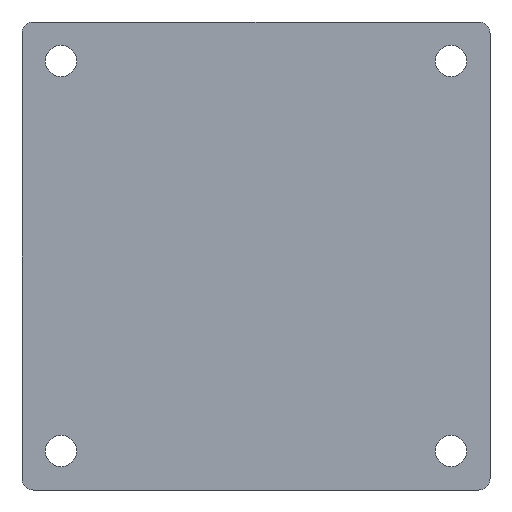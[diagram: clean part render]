
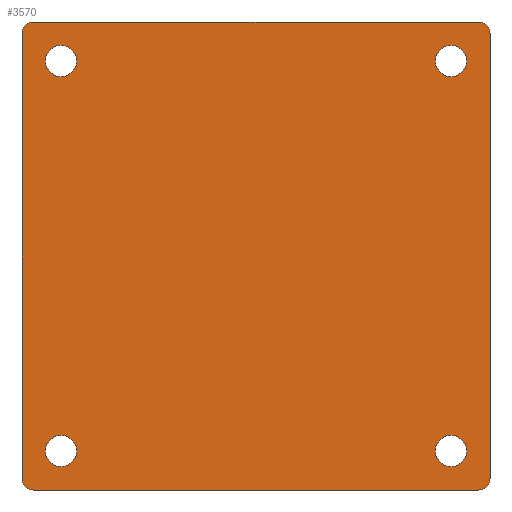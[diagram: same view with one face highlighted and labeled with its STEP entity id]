
A CAD part, front view. The second image highlights one B-rep face of the part: STEP entity #3570.
In plain terms, the highlighted planar face has unit normal (0, -1, 0).
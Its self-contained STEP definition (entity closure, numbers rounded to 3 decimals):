
#119 = AXIS2_PLACEMENT_3D ( 'NONE', #3040, #4726, #360 ) ;
#132 = CARTESIAN_POINT ( 'NONE',  ( -50., -2.5, -50. ) ) ;
#138 = DIRECTION ( 'NONE',  ( 0., 0., -1. ) ) ;
#187 = ORIENTED_EDGE ( 'NONE', *, *, #3635, .F. ) ;
#198 = EDGE_CURVE ( 'NONE', #438, #5471, #3935, .T. ) ;
#259 = EDGE_LOOP ( 'NONE', ( #4077, #384 ) ) ;
#309 = ORIENTED_EDGE ( 'NONE', *, *, #2486, .T. ) ;
#360 = DIRECTION ( 'NONE',  ( 0., 0., -1. ) ) ;
#373 = DIRECTION ( 'NONE',  ( 0., -1., 0. ) ) ;
#384 = ORIENTED_EDGE ( 'NONE', *, *, #3386, .T. ) ;
#434 = CARTESIAN_POINT ( 'NONE',  ( 50., -2.5, 46. ) ) ;
#438 = VERTEX_POINT ( 'NONE', #434 ) ;
#512 = DIRECTION ( 'NONE',  ( 0., 0., -1. ) ) ;
#514 = CARTESIAN_POINT ( 'NONE',  ( -57., -2.5, 60. ) ) ;
#530 = ORIENTED_EDGE ( 'NONE', *, *, #4334, .T. ) ;
#661 = EDGE_LOOP ( 'NONE', ( #530, #752 ) ) ;
#752 = ORIENTED_EDGE ( 'NONE', *, *, #2778, .T. ) ;
#758 = ORIENTED_EDGE ( 'NONE', *, *, #198, .T. ) ;
#779 = DIRECTION ( 'NONE',  ( 0., 0., 1. ) ) ;
#797 = DIRECTION ( 'NONE',  ( 0., 1., 0. ) ) ;
#804 = AXIS2_PLACEMENT_3D ( 'NONE', #1721, #3527, #4390 ) ;
#808 = CIRCLE ( 'NONE', #804, 4. ) ;
#869 = DIRECTION ( 'NONE',  ( 0., 0., -1. ) ) ;
#886 = CARTESIAN_POINT ( 'NONE',  ( 60., -2.5, 60. ) ) ;
#936 = FACE_OUTER_BOUND ( 'NONE', #5597, .T. ) ;
#992 = AXIS2_PLACEMENT_3D ( 'NONE', #5472, #2875, #2104 ) ;
#1034 = AXIS2_PLACEMENT_3D ( 'NONE', #2421, #5422, #3253 ) ;
#1078 = DIRECTION ( 'NONE',  ( 0., 1., 0. ) ) ;
#1087 = DIRECTION ( 'NONE',  ( 0., 0., 1. ) ) ;
#1113 = EDGE_LOOP ( 'NONE', ( #2685, #309 ) ) ;
#1129 = VERTEX_POINT ( 'NONE', #3533 ) ;
#1167 = EDGE_CURVE ( 'NONE', #1129, #2072, #5208, .T. ) ;
#1199 = CIRCLE ( 'NONE', #1292, 4. ) ;
#1236 = CARTESIAN_POINT ( 'NONE',  ( 50., -2.5, -46. ) ) ;
#1264 = VECTOR ( 'NONE', #1087, 1000. ) ;
#1283 = EDGE_CURVE ( 'NONE', #5471, #438, #1199, .T. ) ;
#1292 = AXIS2_PLACEMENT_3D ( 'NONE', #5052, #1978, #1995 ) ;
#1324 = CARTESIAN_POINT ( 'NONE',  ( 50., -2.5, -54. ) ) ;
#1326 = VERTEX_POINT ( 'NONE', #1236 ) ;
#1341 = CARTESIAN_POINT ( 'NONE',  ( -50., -2.5, 54. ) ) ;
#1385 = CIRCLE ( 'NONE', #2859, 3. ) ;
#1396 = EDGE_CURVE ( 'NONE', #2520, #5584, #5330, .T. ) ;
#1521 = VERTEX_POINT ( 'NONE', #4267 ) ;
#1555 = AXIS2_PLACEMENT_3D ( 'NONE', #2730, #3183, #138 ) ;
#1683 = DIRECTION ( 'NONE',  ( 0., -1., 0. ) ) ;
#1703 = DIRECTION ( 'NONE',  ( 0., 0., -1. ) ) ;
#1721 = CARTESIAN_POINT ( 'NONE',  ( -50., -2.5, 50. ) ) ;
#1814 = LINE ( 'NONE', #5158, #5086 ) ;
#1850 = DIRECTION ( 'NONE',  ( 0., 1., 0. ) ) ;
#1863 = AXIS2_PLACEMENT_3D ( 'NONE', #4887, #2264, #512 ) ;
#1978 = DIRECTION ( 'NONE',  ( 0., 1., 0. ) ) ;
#1995 = DIRECTION ( 'NONE',  ( 0., 0., 1. ) ) ;
#2000 = LINE ( 'NONE', #3360, #5042 ) ;
#2015 = EDGE_LOOP ( 'NONE', ( #4572, #758 ) ) ;
#2072 = VERTEX_POINT ( 'NONE', #3495 ) ;
#2097 = FACE_BOUND ( 'NONE', #259, .T. ) ;
#2104 = DIRECTION ( 'NONE',  ( 0., 0., 1. ) ) ;
#2126 = CARTESIAN_POINT ( 'NONE',  ( -57., -2.5, -57. ) ) ;
#2264 = DIRECTION ( 'NONE',  ( 0., -1., 0. ) ) ;
#2279 = CARTESIAN_POINT ( 'NONE',  ( -50., -2.5, -54. ) ) ;
#2312 = DIRECTION ( 'NONE',  ( 0., 0., 1. ) ) ;
#2326 = ORIENTED_EDGE ( 'NONE', *, *, #4781, .F. ) ;
#2334 = AXIS2_PLACEMENT_3D ( 'NONE', #132, #3217, #2312 ) ;
#2421 = CARTESIAN_POINT ( 'NONE',  ( 50., -2.5, 50. ) ) ;
#2456 = LINE ( 'NONE', #4577, #1264 ) ;
#2472 = DIRECTION ( 'NONE',  ( 1., 0., 0. ) ) ;
#2486 = EDGE_CURVE ( 'NONE', #3013, #1326, #3992, .T. ) ;
#2520 = VERTEX_POINT ( 'NONE', #514 ) ;
#2586 = CIRCLE ( 'NONE', #4019, 3. ) ;
#2604 = ORIENTED_EDGE ( 'NONE', *, *, #1167, .T. ) ;
#2646 = PLANE ( 'NONE',  #1555 ) ;
#2685 = ORIENTED_EDGE ( 'NONE', *, *, #5192, .T. ) ;
#2730 = CARTESIAN_POINT ( 'NONE',  ( 60., -2.5, -60. ) ) ;
#2766 = DIRECTION ( 'NONE',  ( 0., 0., 1. ) ) ;
#2778 = EDGE_CURVE ( 'NONE', #4216, #3697, #5348, .T. ) ;
#2859 = AXIS2_PLACEMENT_3D ( 'NONE', #5131, #373, #3891 ) ;
#2875 = DIRECTION ( 'NONE',  ( 0., 1., 0. ) ) ;
#2889 = ORIENTED_EDGE ( 'NONE', *, *, #3841, .F. ) ;
#2912 = DIRECTION ( 'NONE',  ( 0., 0., 1. ) ) ;
#2949 = CARTESIAN_POINT ( 'NONE',  ( -60., -2.5, 57. ) ) ;
#2975 = AXIS2_PLACEMENT_3D ( 'NONE', #3730, #1078, #2912 ) ;
#3013 = VERTEX_POINT ( 'NONE', #1324 ) ;
#3028 = CARTESIAN_POINT ( 'NONE',  ( -50., -2.5, -50. ) ) ;
#3040 = CARTESIAN_POINT ( 'NONE',  ( -57., -2.5, 57. ) ) ;
#3117 = AXIS2_PLACEMENT_3D ( 'NONE', #5368, #1850, #2766 ) ;
#3183 = DIRECTION ( 'NONE',  ( 0., -1., 0. ) ) ;
#3217 = DIRECTION ( 'NONE',  ( 0., 1., 0. ) ) ;
#3242 = FACE_BOUND ( 'NONE', #2015, .T. ) ;
#3253 = DIRECTION ( 'NONE',  ( 0., 0., 1. ) ) ;
#3294 = VERTEX_POINT ( 'NONE', #5500 ) ;
#3360 = CARTESIAN_POINT ( 'NONE',  ( -60., -2.5, -60. ) ) ;
#3386 = EDGE_CURVE ( 'NONE', #1521, #4628, #4039, .T. ) ;
#3471 = VECTOR ( 'NONE', #869, 1000. ) ;
#3495 = CARTESIAN_POINT ( 'NONE',  ( 60., -2.5, -57. ) ) ;
#3527 = DIRECTION ( 'NONE',  ( 0., 1., 0. ) ) ;
#3533 = CARTESIAN_POINT ( 'NONE',  ( 57., -2.5, -60. ) ) ;
#3570 = ADVANCED_FACE ( 'NONE', ( #3842, #4437, #3242, #2097, #936 ), #2646, .T. ) ;
#3635 = EDGE_CURVE ( 'NONE', #1129, #4038, #2000, .T. ) ;
#3697 = VERTEX_POINT ( 'NONE', #4153 ) ;
#3730 = CARTESIAN_POINT ( 'NONE',  ( 50., -2.5, -50. ) ) ;
#3742 = EDGE_CURVE ( 'NONE', #5069, #3294, #1385, .T. ) ;
#3766 = CARTESIAN_POINT ( 'NONE',  ( -60., -2.5, -57. ) ) ;
#3841 = EDGE_CURVE ( 'NONE', #5069, #2072, #5315, .T. ) ;
#3842 = FACE_BOUND ( 'NONE', #661, .T. ) ;
#3848 = EDGE_CURVE ( 'NONE', #4706, #4038, #2586, .T. ) ;
#3891 = DIRECTION ( 'NONE',  ( 0., 0., -1. ) ) ;
#3935 = CIRCLE ( 'NONE', #1034, 4. ) ;
#3964 = CARTESIAN_POINT ( 'NONE',  ( -57., -2.5, -60. ) ) ;
#3992 = CIRCLE ( 'NONE', #3117, 4. ) ;
#4019 = AXIS2_PLACEMENT_3D ( 'NONE', #2126, #1683, #1703 ) ;
#4038 = VERTEX_POINT ( 'NONE', #3964 ) ;
#4039 = CIRCLE ( 'NONE', #992, 4. ) ;
#4046 = CARTESIAN_POINT ( 'NONE',  ( 50., -2.5, 54. ) ) ;
#4077 = ORIENTED_EDGE ( 'NONE', *, *, #5124, .T. ) ;
#4086 = AXIS2_PLACEMENT_3D ( 'NONE', #3028, #797, #779 ) ;
#4107 = ORIENTED_EDGE ( 'NONE', *, *, #5089, .F. ) ;
#4153 = CARTESIAN_POINT ( 'NONE',  ( -50., -2.5, -46. ) ) ;
#4216 = VERTEX_POINT ( 'NONE', #2279 ) ;
#4267 = CARTESIAN_POINT ( 'NONE',  ( -50., -2.5, 46. ) ) ;
#4334 = EDGE_CURVE ( 'NONE', #3697, #4216, #5324, .T. ) ;
#4390 = DIRECTION ( 'NONE',  ( 0., 0., 1. ) ) ;
#4437 = FACE_BOUND ( 'NONE', #1113, .T. ) ;
#4572 = ORIENTED_EDGE ( 'NONE', *, *, #1283, .T. ) ;
#4577 = CARTESIAN_POINT ( 'NONE',  ( -60., -2.5, 60. ) ) ;
#4605 = DIRECTION ( 'NONE',  ( -1., 0., 0. ) ) ;
#4628 = VERTEX_POINT ( 'NONE', #1341 ) ;
#4706 = VERTEX_POINT ( 'NONE', #3766 ) ;
#4726 = DIRECTION ( 'NONE',  ( 0., -1., 0. ) ) ;
#4781 = EDGE_CURVE ( 'NONE', #4706, #5584, #2456, .T. ) ;
#4837 = ORIENTED_EDGE ( 'NONE', *, *, #1396, .T. ) ;
#4887 = CARTESIAN_POINT ( 'NONE',  ( 57., -2.5, -57. ) ) ;
#5042 = VECTOR ( 'NONE', #4605, 1000. ) ;
#5052 = CARTESIAN_POINT ( 'NONE',  ( 50., -2.5, 50. ) ) ;
#5069 = VERTEX_POINT ( 'NONE', #5108 ) ;
#5086 = VECTOR ( 'NONE', #2472, 1000. ) ;
#5089 = EDGE_CURVE ( 'NONE', #2520, #3294, #1814, .T. ) ;
#5108 = CARTESIAN_POINT ( 'NONE',  ( 60., -2.5, 57. ) ) ;
#5124 = EDGE_CURVE ( 'NONE', #4628, #1521, #808, .T. ) ;
#5131 = CARTESIAN_POINT ( 'NONE',  ( 57., -2.5, 57. ) ) ;
#5158 = CARTESIAN_POINT ( 'NONE',  ( -60., -2.5, 60. ) ) ;
#5192 = EDGE_CURVE ( 'NONE', #1326, #3013, #5622, .T. ) ;
#5208 = CIRCLE ( 'NONE', #1863, 3. ) ;
#5266 = ORIENTED_EDGE ( 'NONE', *, *, #3848, .T. ) ;
#5315 = LINE ( 'NONE', #886, #3471 ) ;
#5324 = CIRCLE ( 'NONE', #2334, 4. ) ;
#5330 = CIRCLE ( 'NONE', #119, 3. ) ;
#5348 = CIRCLE ( 'NONE', #4086, 4. ) ;
#5368 = CARTESIAN_POINT ( 'NONE',  ( 50., -2.5, -50. ) ) ;
#5422 = DIRECTION ( 'NONE',  ( 0., 1., 0. ) ) ;
#5471 = VERTEX_POINT ( 'NONE', #4046 ) ;
#5472 = CARTESIAN_POINT ( 'NONE',  ( -50., -2.5, 50. ) ) ;
#5500 = CARTESIAN_POINT ( 'NONE',  ( 57., -2.5, 60. ) ) ;
#5584 = VERTEX_POINT ( 'NONE', #2949 ) ;
#5597 = EDGE_LOOP ( 'NONE', ( #2889, #5606, #4107, #4837, #2326, #5266, #187, #2604 ) ) ;
#5606 = ORIENTED_EDGE ( 'NONE', *, *, #3742, .T. ) ;
#5622 = CIRCLE ( 'NONE', #2975, 4. ) ;
